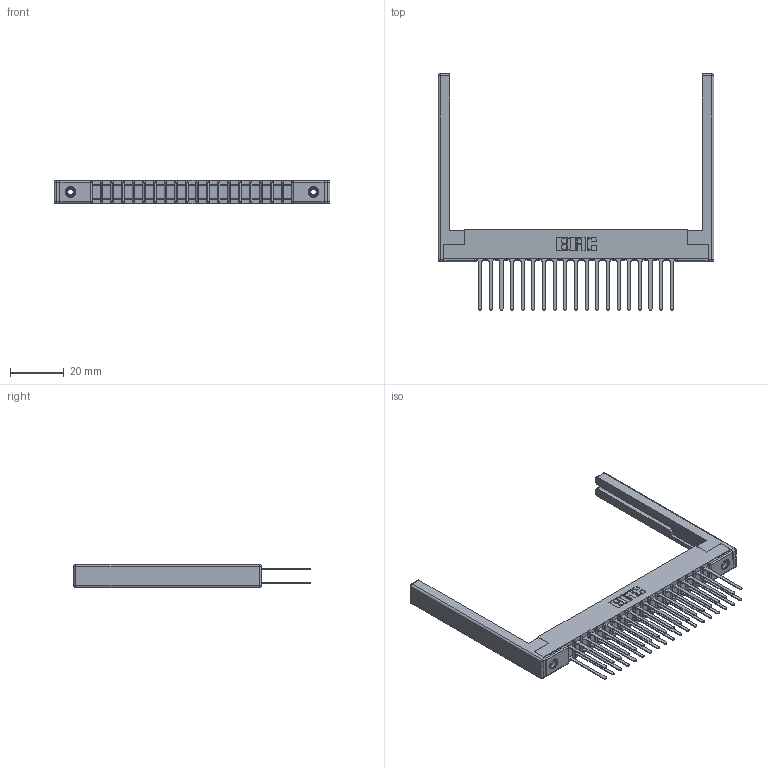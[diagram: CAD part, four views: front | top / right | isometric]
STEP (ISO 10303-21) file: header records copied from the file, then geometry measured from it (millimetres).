
FILE_DESCRIPTION (( 'STEP AP203' ), '1' );
FILE_NAME ('307-038-440-268.STEP', '2020-09-29T18:55:45', ( '' ), ( '' ), 'SwSTEP 2.0', 'SolidWorks 2020', '' );
FILE_SCHEMA (( 'CONFIG_CONTROL_DESIGN' ));
Length unit declared in the file: inch
Products named in the file (5): 307-038-440-268; 345-250-001_345-250-001-102; 307-290-001_540; 307-220-068; 307 Part_.156 Dia Mounting Holes
Assembly tree (43 placements, depth 2):
  307-038-440-268
    307 Part_.156 Dia Mounting Holes
    307-290-001_540  x38
    307-220-068  x2
    345-250-001_345-250-001-102  x2
Bounding box: 102.72 x 87.96 x 8.71 mm (x, y, z)
Volume: 11492.8 mm3; surface area: 17340.6 mm2
Topology: 43 solids, 43 shells, 2040 faces, 5653 edges, 3642 vertices
Faces by surface type: plane 1336, cylinder 640, sphere 48, cone 12, torus 4
Entity records: 22459 total; most frequent: CARTESIAN_POINT 3656, ORIENTED_EDGE 3612, DIRECTION 3606, EDGE_CURVE 1806, LINE 1374, VECTOR 1374, VERTEX_POINT 1166, AXIS2_PLACEMENT_3D 1116
